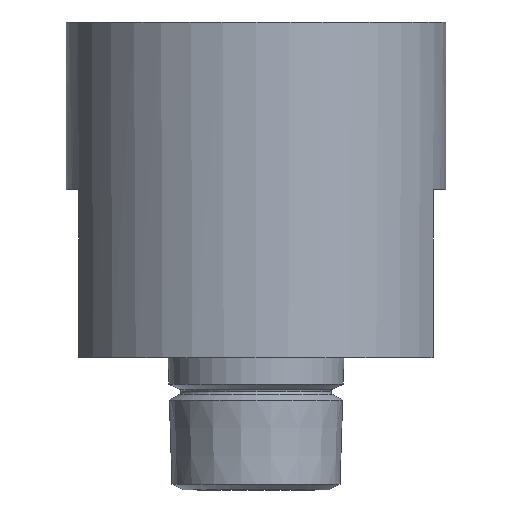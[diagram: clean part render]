
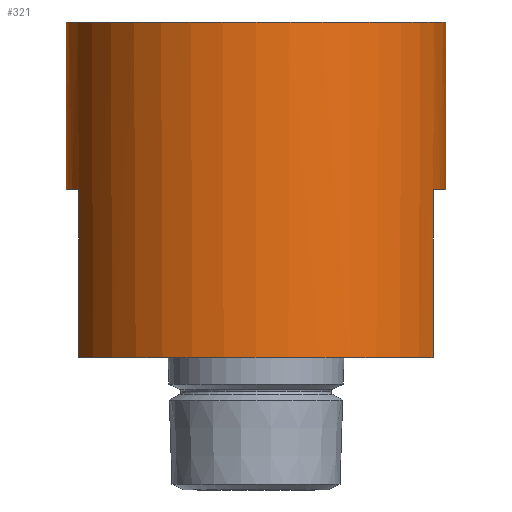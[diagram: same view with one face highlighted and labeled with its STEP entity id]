
A CAD part, front view. The second image highlights one B-rep face of the part: STEP entity #321.
In plain terms, the highlighted cylindrical face has radius 10.75 mm (diameter 21.5 mm), a partial arc.
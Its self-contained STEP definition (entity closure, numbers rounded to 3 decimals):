
#189 = DIRECTION ( 'NONE',  ( 1., 0., 0. ) ) ;
#190 = DIRECTION ( 'NONE',  ( 0., 0., 1. ) ) ;
#191 = CARTESIAN_POINT ( 'NONE',  ( 0., 0., 13.25 ) ) ;
#192 = AXIS2_PLACEMENT_3D ( 'NONE', #191, #190, #189 ) ;
#196 = CIRCLE ( 'NONE', #192, 10.75 ) ;
#309 = VERTEX_POINT ( 'NONE', #563 ) ;
#310 = ORIENTED_EDGE ( 'NONE', *, *, #312, .T. ) ;
#311 = VERTEX_POINT ( 'NONE', #622 ) ;
#312 = EDGE_CURVE ( 'NONE', #431, #311, #655, .T. ) ;
#314 = EDGE_CURVE ( 'NONE', #309, #311, #656, .T. ) ;
#315 = ORIENTED_EDGE ( 'NONE', *, *, #314, .F. ) ;
#319 = ORIENTED_EDGE ( 'NONE', *, *, #439, .T. ) ;
#321 = ADVANCED_FACE ( 'NONE', ( #644 ), #535, .T. ) ;
#322 = EDGE_LOOP ( 'NONE', ( #332, #310, #315, #467, #470, #469, #319, #327 ) ) ;
#325 = EDGE_CURVE ( 'NONE', #479, #400, #624, .T. ) ;
#327 = ORIENTED_EDGE ( 'NONE', *, *, #996, .F. ) ;
#332 = ORIENTED_EDGE ( 'NONE', *, *, #446, .F. ) ;
#400 = VERTEX_POINT ( 'NONE', #720 ) ;
#431 = VERTEX_POINT ( 'NONE', #752 ) ;
#437 = VERTEX_POINT ( 'NONE', #776 ) ;
#439 = EDGE_CURVE ( 'NONE', #400, #437, #853, .T. ) ;
#446 = EDGE_CURVE ( 'NONE', #431, #447, #838, .T. ) ;
#447 = VERTEX_POINT ( 'NONE', #839 ) ;
#467 = ORIENTED_EDGE ( 'NONE', *, *, #478, .T. ) ;
#468 = VERTEX_POINT ( 'NONE', #866 ) ;
#469 = ORIENTED_EDGE ( 'NONE', *, *, #325, .T. ) ;
#470 = ORIENTED_EDGE ( 'NONE', *, *, #471, .T. ) ;
#471 = EDGE_CURVE ( 'NONE', #468, #479, #878, .T. ) ;
#478 = EDGE_CURVE ( 'NONE', #309, #468, #790, .T. ) ;
#479 = VERTEX_POINT ( 'NONE', #791 ) ;
#528 = DIRECTION ( 'NONE',  ( 1., 0., 0. ) ) ;
#529 = DIRECTION ( 'NONE',  ( 0., 0., 1. ) ) ;
#530 = AXIS2_PLACEMENT_3D ( 'NONE', #613, #529, #528 ) ;
#531 = DIRECTION ( 'NONE',  ( 1., 0., 0. ) ) ;
#532 = DIRECTION ( 'NONE',  ( 0., 0., 1. ) ) ;
#533 = CARTESIAN_POINT ( 'NONE',  ( 0., 0., 13.25 ) ) ;
#534 = AXIS2_PLACEMENT_3D ( 'NONE', #533, #532, #531 ) ;
#535 = CYLINDRICAL_SURFACE ( 'NONE', #534, 10.75 ) ;
#563 = CARTESIAN_POINT ( 'NONE',  ( -10.025, -3.882, -5.75 ) ) ;
#570 = AXIS2_PLACEMENT_3D ( 'NONE', #629, #628, #627 ) ;
#613 = CARTESIAN_POINT ( 'NONE',  ( 0., 0., 3.75 ) ) ;
#620 = VECTOR ( 'NONE', #645, 1000. ) ;
#621 = CARTESIAN_POINT ( 'NONE',  ( -10.025, -3.882, -13.25 ) ) ;
#622 = CARTESIAN_POINT ( 'NONE',  ( -10.025, -3.882, 3.75 ) ) ;
#624 = CIRCLE ( 'NONE', #530, 10.75 ) ;
#627 = DIRECTION ( 'NONE',  ( 1., 0., 0. ) ) ;
#628 = DIRECTION ( 'NONE',  ( 0., 0., 1. ) ) ;
#629 = CARTESIAN_POINT ( 'NONE',  ( 0., 0., 3.75 ) ) ;
#644 = FACE_OUTER_BOUND ( 'NONE', #322, .T. ) ;
#645 = DIRECTION ( 'NONE',  ( 0., 0., 1. ) ) ;
#655 = CIRCLE ( 'NONE', #570, 10.75 ) ;
#656 = LINE ( 'NONE', #621, #620 ) ;
#720 = CARTESIAN_POINT ( 'NONE',  ( 10.75, 0., 3.75 ) ) ;
#752 = CARTESIAN_POINT ( 'NONE',  ( -10.75, 0., 3.75 ) ) ;
#755 = DIRECTION ( 'NONE',  ( 0., 0., 1. ) ) ;
#756 = VECTOR ( 'NONE', #755, 1000. ) ;
#757 = CARTESIAN_POINT ( 'NONE',  ( 10.75, 0., 13.25 ) ) ;
#776 = CARTESIAN_POINT ( 'NONE',  ( 10.75, 0., 13.25 ) ) ;
#788 = CARTESIAN_POINT ( 'NONE',  ( 0., 0., -5.75 ) ) ;
#789 = AXIS2_PLACEMENT_3D ( 'NONE', #788, #807, #806 ) ;
#790 = CIRCLE ( 'NONE', #789, 10.75 ) ;
#791 = CARTESIAN_POINT ( 'NONE',  ( 10.025, -3.882, 3.75 ) ) ;
#806 = DIRECTION ( 'NONE',  ( 1., 0., 0. ) ) ;
#807 = DIRECTION ( 'NONE',  ( 0., 0., 1. ) ) ;
#826 = DIRECTION ( 'NONE',  ( 0., 0., 1. ) ) ;
#827 = VECTOR ( 'NONE', #826, 1000. ) ;
#837 = CARTESIAN_POINT ( 'NONE',  ( -10.75, 0., 13.25 ) ) ;
#838 = LINE ( 'NONE', #837, #827 ) ;
#839 = CARTESIAN_POINT ( 'NONE',  ( -10.75, 0., 13.25 ) ) ;
#853 = LINE ( 'NONE', #757, #756 ) ;
#866 = CARTESIAN_POINT ( 'NONE',  ( 10.025, -3.882, -5.75 ) ) ;
#875 = DIRECTION ( 'NONE',  ( 0., 0., 1. ) ) ;
#876 = VECTOR ( 'NONE', #875, 1000. ) ;
#877 = CARTESIAN_POINT ( 'NONE',  ( 10.025, -3.882, -13.25 ) ) ;
#878 = LINE ( 'NONE', #877, #876 ) ;
#996 = EDGE_CURVE ( 'NONE', #447, #437, #196, .T. ) ;
